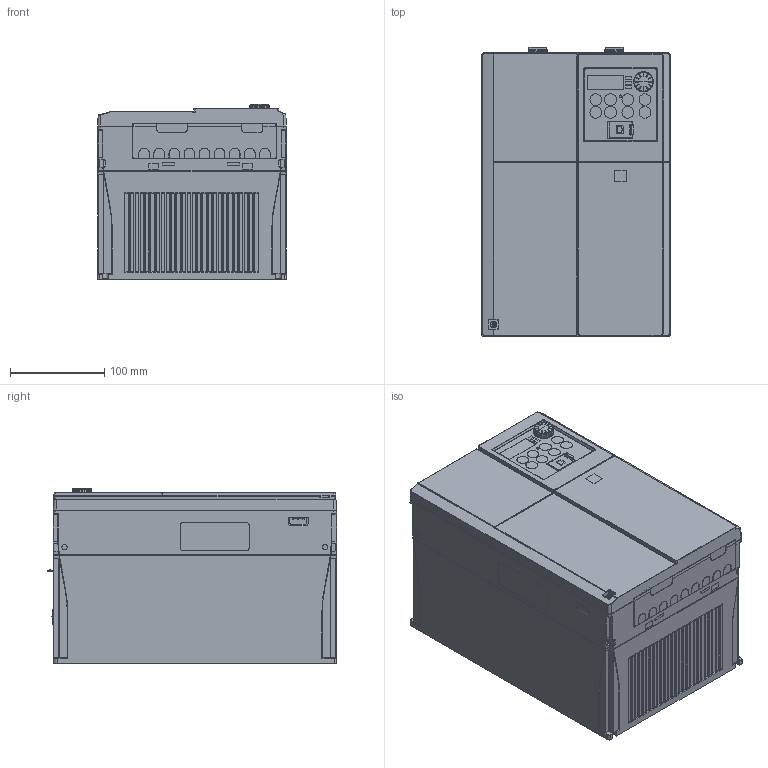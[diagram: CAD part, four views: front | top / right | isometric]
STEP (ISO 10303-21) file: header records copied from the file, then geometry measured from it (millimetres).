
FILE_DESCRIPTION (( 'STEP AP214' ), '1' );
FILE_NAME ('FC-431-C_1.STEP', '2025-04-08T11:08:26', ( '' ), ( '' ), 'SwSTEP 2.0', 'SolidWorks 2023', '' );
FILE_SCHEMA (( 'AUTOMOTIVE_DESIGN' ));
Products named in the file (1): FC-431-C_1
Bounding box: 200 x 306 x 185.91 mm (x, y, z)
Volume: 9932780.4 mm3; surface area: 495173 mm2
Topology: 1 solids, 2 shells, 2797 faces, 7342 edges, 4685 vertices
Faces by surface type: plane 1353, cylinder 781, bspline 359, sphere 126, torus 121, cone 57
Entity records: 111347 total; most frequent: CARTESIAN_POINT 45570, ORIENTED_EDGE 14614, DIRECTION 12295, EDGE_CURVE 7307, VERTEX_POINT 4683, VECTOR 4319, LINE 4319, AXIS2_PLACEMENT_3D 3988
